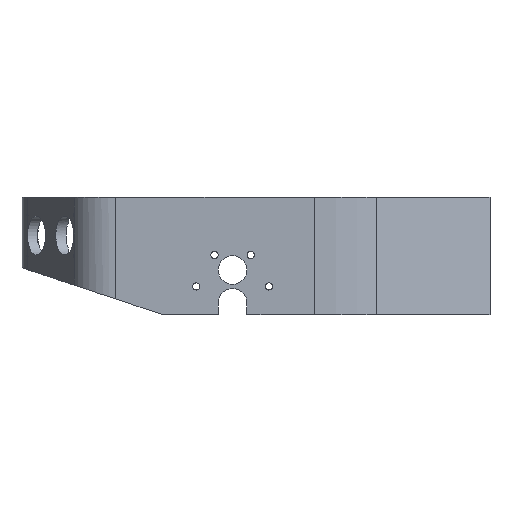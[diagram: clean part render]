
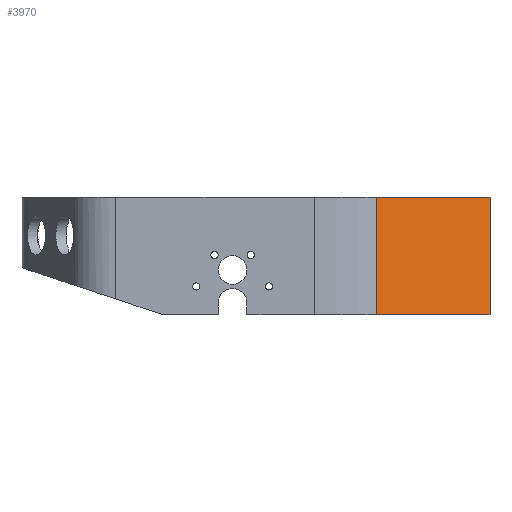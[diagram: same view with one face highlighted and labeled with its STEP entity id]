
A CAD part, left-side view. The second image highlights one B-rep face of the part: STEP entity #3970.
In plain terms, the highlighted planar face has unit normal (-0.897, -0.441, 0).
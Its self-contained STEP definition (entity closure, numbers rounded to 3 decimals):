
#108 = PLANE('',#109);
#109 = AXIS2_PLACEMENT_3D('',#110,#111,#112);
#110 = CARTESIAN_POINT('',(-50.441,5.858,55.));
#111 = DIRECTION('',(0.,0.,1.));
#112 = DIRECTION('',(1.,0.,0.));
#677 = VERTEX_POINT('',#678);
#678 = CARTESIAN_POINT('',(-93.851,-51.46,55.));
#693 = CYLINDRICAL_SURFACE('',#694,60.);
#694 = AXIS2_PLACEMENT_3D('',#695,#696,#697);
#695 = CARTESIAN_POINT('',(-40.,-25.,5.));
#696 = DIRECTION('',(-0.,-0.,-1.));
#697 = DIRECTION('',(1.,0.,0.));
#705 = EDGE_CURVE('',#677,#706,#708,.T.);
#706 = VERTEX_POINT('',#707);
#707 = CARTESIAN_POINT('',(-70.,-100.,55.));
#708 = SURFACE_CURVE('',#709,(#713,#720),.PCURVE_S1.);
#709 = LINE('',#710,#711);
#710 = CARTESIAN_POINT('',(-93.851,-51.46,55.));
#711 = VECTOR('',#712,1.);
#712 = DIRECTION('',(0.441,-0.898,0.));
#713 = PCURVE('',#108,#714);
#714 = DEFINITIONAL_REPRESENTATION('',(#715),#719);
#715 = LINE('',#716,#717);
#716 = CARTESIAN_POINT('',(-43.409,-57.318));
#717 = VECTOR('',#718,1.);
#718 = DIRECTION('',(0.441,-0.898));
#719 = ( GEOMETRIC_REPRESENTATION_CONTEXT(2) 
PARAMETRIC_REPRESENTATION_CONTEXT() REPRESENTATION_CONTEXT('2D SPACE',''
  ) );
#720 = PCURVE('',#721,#726);
#721 = PLANE('',#722);
#722 = AXIS2_PLACEMENT_3D('',#723,#724,#725);
#723 = CARTESIAN_POINT('',(-93.851,-51.46,5.));
#724 = DIRECTION('',(0.898,0.441,0.));
#725 = DIRECTION('',(0.441,-0.898,0.));
#726 = DEFINITIONAL_REPRESENTATION('',(#727),#731);
#727 = LINE('',#728,#729);
#728 = CARTESIAN_POINT('',(0.,-50.));
#729 = VECTOR('',#730,1.);
#730 = DIRECTION('',(1.,0.));
#731 = ( GEOMETRIC_REPRESENTATION_CONTEXT(2) 
PARAMETRIC_REPRESENTATION_CONTEXT() REPRESENTATION_CONTEXT('2D SPACE',''
  ) );
#749 = PLANE('',#750);
#750 = AXIS2_PLACEMENT_3D('',#751,#752,#753);
#751 = CARTESIAN_POINT('',(-70.,-100.,5.));
#752 = DIRECTION('',(0.,1.,0.));
#753 = DIRECTION('',(1.,0.,0.));
#1940 = PLANE('',#1941);
#1941 = AXIS2_PLACEMENT_3D('',#1942,#1943,#1944);
#1942 = CARTESIAN_POINT('',(-50.441,5.858,5.));
#1943 = DIRECTION('',(0.,0.,1.));
#1944 = DIRECTION('',(1.,0.,0.));
#3779 = EDGE_CURVE('',#3780,#706,#3782,.T.);
#3780 = VERTEX_POINT('',#3781);
#3781 = CARTESIAN_POINT('',(-70.,-100.,5.));
#3782 = SURFACE_CURVE('',#3783,(#3787,#3794),.PCURVE_S1.);
#3783 = LINE('',#3784,#3785);
#3784 = CARTESIAN_POINT('',(-70.,-100.,5.));
#3785 = VECTOR('',#3786,1.);
#3786 = DIRECTION('',(0.,0.,1.));
#3787 = PCURVE('',#749,#3788);
#3788 = DEFINITIONAL_REPRESENTATION('',(#3789),#3793);
#3789 = LINE('',#3790,#3791);
#3790 = CARTESIAN_POINT('',(0.,0.));
#3791 = VECTOR('',#3792,1.);
#3792 = DIRECTION('',(0.,-1.));
#3793 = ( GEOMETRIC_REPRESENTATION_CONTEXT(2) 
PARAMETRIC_REPRESENTATION_CONTEXT() REPRESENTATION_CONTEXT('2D SPACE',''
  ) );
#3794 = PCURVE('',#721,#3795);
#3795 = DEFINITIONAL_REPRESENTATION('',(#3796),#3800);
#3796 = LINE('',#3797,#3798);
#3797 = CARTESIAN_POINT('',(54.083,0.));
#3798 = VECTOR('',#3799,1.);
#3799 = DIRECTION('',(0.,-1.));
#3800 = ( GEOMETRIC_REPRESENTATION_CONTEXT(2) 
PARAMETRIC_REPRESENTATION_CONTEXT() REPRESENTATION_CONTEXT('2D SPACE',''
  ) );
#3970 = ADVANCED_FACE('',(#3971),#721,.F.);
#3971 = FACE_BOUND('',#3972,.F.);
#3972 = EDGE_LOOP('',(#3973,#3996,#3997,#3998));
#3973 = ORIENTED_EDGE('',*,*,#3974,.T.);
#3974 = EDGE_CURVE('',#3975,#677,#3977,.T.);
#3975 = VERTEX_POINT('',#3976);
#3976 = CARTESIAN_POINT('',(-93.851,-51.46,5.));
#3977 = SURFACE_CURVE('',#3978,(#3982,#3989),.PCURVE_S1.);
#3978 = LINE('',#3979,#3980);
#3979 = CARTESIAN_POINT('',(-93.851,-51.46,5.));
#3980 = VECTOR('',#3981,1.);
#3981 = DIRECTION('',(0.,0.,1.));
#3982 = PCURVE('',#721,#3983);
#3983 = DEFINITIONAL_REPRESENTATION('',(#3984),#3988);
#3984 = LINE('',#3985,#3986);
#3985 = CARTESIAN_POINT('',(0.,0.));
#3986 = VECTOR('',#3987,1.);
#3987 = DIRECTION('',(0.,-1.));
#3988 = ( GEOMETRIC_REPRESENTATION_CONTEXT(2) 
PARAMETRIC_REPRESENTATION_CONTEXT() REPRESENTATION_CONTEXT('2D SPACE',''
  ) );
#3989 = PCURVE('',#693,#3990);
#3990 = DEFINITIONAL_REPRESENTATION('',(#3991),#3995);
#3991 = LINE('',#3992,#3993);
#3992 = CARTESIAN_POINT('',(-3.598,0.));
#3993 = VECTOR('',#3994,1.);
#3994 = DIRECTION('',(-0.,-1.));
#3995 = ( GEOMETRIC_REPRESENTATION_CONTEXT(2) 
PARAMETRIC_REPRESENTATION_CONTEXT() REPRESENTATION_CONTEXT('2D SPACE',''
  ) );
#3996 = ORIENTED_EDGE('',*,*,#705,.T.);
#3997 = ORIENTED_EDGE('',*,*,#3779,.F.);
#3998 = ORIENTED_EDGE('',*,*,#3999,.F.);
#3999 = EDGE_CURVE('',#3975,#3780,#4000,.T.);
#4000 = SURFACE_CURVE('',#4001,(#4005,#4012),.PCURVE_S1.);
#4001 = LINE('',#4002,#4003);
#4002 = CARTESIAN_POINT('',(-93.851,-51.46,5.));
#4003 = VECTOR('',#4004,1.);
#4004 = DIRECTION('',(0.441,-0.898,0.));
#4005 = PCURVE('',#721,#4006);
#4006 = DEFINITIONAL_REPRESENTATION('',(#4007),#4011);
#4007 = LINE('',#4008,#4009);
#4008 = CARTESIAN_POINT('',(0.,0.));
#4009 = VECTOR('',#4010,1.);
#4010 = DIRECTION('',(1.,0.));
#4011 = ( GEOMETRIC_REPRESENTATION_CONTEXT(2) 
PARAMETRIC_REPRESENTATION_CONTEXT() REPRESENTATION_CONTEXT('2D SPACE',''
  ) );
#4012 = PCURVE('',#1940,#4013);
#4013 = DEFINITIONAL_REPRESENTATION('',(#4014),#4018);
#4014 = LINE('',#4015,#4016);
#4015 = CARTESIAN_POINT('',(-43.409,-57.318));
#4016 = VECTOR('',#4017,1.);
#4017 = DIRECTION('',(0.441,-0.898));
#4018 = ( GEOMETRIC_REPRESENTATION_CONTEXT(2) 
PARAMETRIC_REPRESENTATION_CONTEXT() REPRESENTATION_CONTEXT('2D SPACE',''
  ) );
